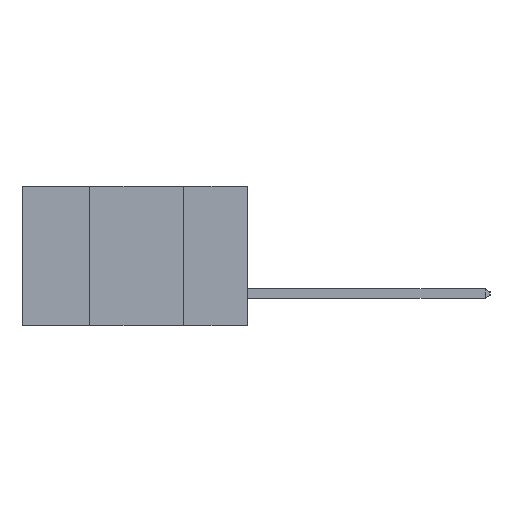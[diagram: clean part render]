
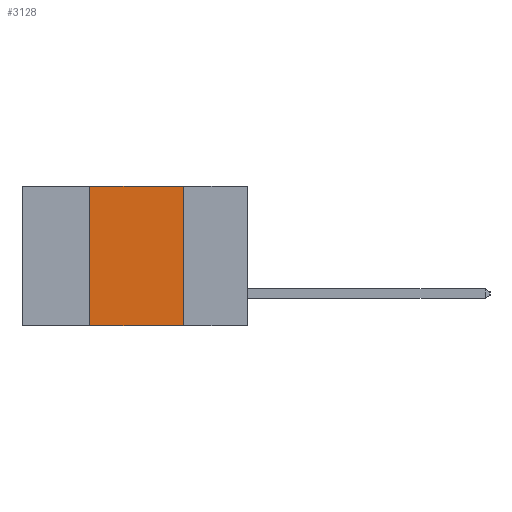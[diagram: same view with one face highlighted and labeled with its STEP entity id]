
A CAD part, left-side view. The second image highlights one B-rep face of the part: STEP entity #3128.
In plain terms, the highlighted planar face has unit normal (-1, 0, 0).
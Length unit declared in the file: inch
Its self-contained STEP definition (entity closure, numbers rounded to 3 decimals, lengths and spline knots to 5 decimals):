
#439 = CARTESIAN_POINT ( 'NONE',  ( 0., 0.42, -0.37 ) ) ;
#1351 = VERTEX_POINT ( 'NONE', #15141 ) ;
#1951 = CARTESIAN_POINT ( 'NONE',  ( 0., 0.6, 0. ) ) ;
#2263 = DIRECTION ( 'NONE',  ( 0., -1., 0. ) ) ;
#2397 = FACE_OUTER_BOUND ( 'NONE', #23138, .T. ) ;
#2830 = AXIS2_PLACEMENT_3D ( 'NONE', #4689, #3285, #3279 ) ;
#3097 = CARTESIAN_POINT ( 'NONE',  ( 0., 0.17, -0.37 ) ) ;
#3128 = ADVANCED_FACE ( 'NONE', ( #2397 ), #3494, .F. ) ;
#3279 = DIRECTION ( 'NONE',  ( 0., 0., -1. ) ) ;
#3285 = DIRECTION ( 'NONE',  ( 1., 0., 0. ) ) ;
#3494 = PLANE ( 'NONE',  #2830 ) ;
#3715 = VERTEX_POINT ( 'NONE', #439 ) ;
#3969 = EDGE_CURVE ( 'NONE', #1351, #6813, #18261, .T. ) ;
#4228 = DIRECTION ( 'NONE',  ( 0., -1., 0. ) ) ;
#4689 = CARTESIAN_POINT ( 'NONE',  ( 0., 0.6, 0. ) ) ;
#6736 = VECTOR ( 'NONE', #13974, 39.37008 ) ;
#6813 = VERTEX_POINT ( 'NONE', #9525 ) ;
#8361 = VECTOR ( 'NONE', #20015, 39.37008 ) ;
#8527 = ORIENTED_EDGE ( 'NONE', *, *, #12601, .F. ) ;
#9082 = ORIENTED_EDGE ( 'NONE', *, *, #9293, .F. ) ;
#9293 = EDGE_CURVE ( 'NONE', #3715, #1351, #13740, .T. ) ;
#9525 = CARTESIAN_POINT ( 'NONE',  ( 0., 0.17, 0. ) ) ;
#10733 = VERTEX_POINT ( 'NONE', #11725 ) ;
#11572 = EDGE_CURVE ( 'NONE', #3715, #10733, #11881, .T. ) ;
#11725 = CARTESIAN_POINT ( 'NONE',  ( 0., 0.17, -0.37 ) ) ;
#11881 = LINE ( 'NONE', #13128, #19811 ) ;
#12601 = EDGE_CURVE ( 'NONE', #6813, #10733, #21111, .T. ) ;
#13128 = CARTESIAN_POINT ( 'NONE',  ( 0., 0.6, -0.37 ) ) ;
#13740 = LINE ( 'NONE', #20245, #8361 ) ;
#13974 = DIRECTION ( 'NONE',  ( 0., 0., -1. ) ) ;
#15141 = CARTESIAN_POINT ( 'NONE',  ( 0., 0.42, 0. ) ) ;
#17731 = VECTOR ( 'NONE', #4228, 39.37008 ) ;
#18261 = LINE ( 'NONE', #1951, #17731 ) ;
#18724 = ORIENTED_EDGE ( 'NONE', *, *, #11572, .T. ) ;
#19811 = VECTOR ( 'NONE', #2263, 39.37008 ) ;
#20015 = DIRECTION ( 'NONE',  ( 0., 0., 1. ) ) ;
#20245 = CARTESIAN_POINT ( 'NONE',  ( 0., 0.42, -0.37 ) ) ;
#21111 = LINE ( 'NONE', #3097, #6736 ) ;
#22731 = ORIENTED_EDGE ( 'NONE', *, *, #3969, .F. ) ;
#23138 = EDGE_LOOP ( 'NONE', ( #8527, #22731, #9082, #18724 ) ) ;
